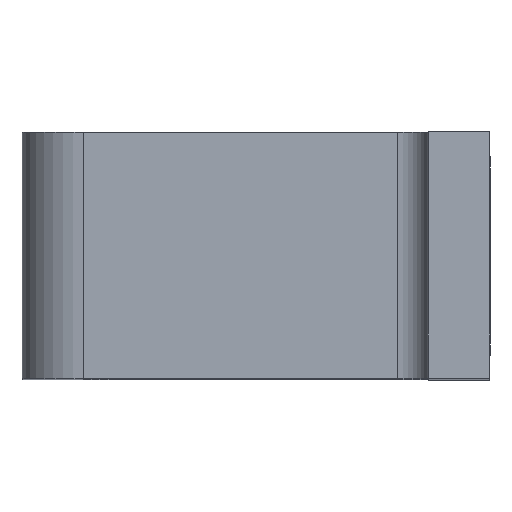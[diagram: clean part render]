
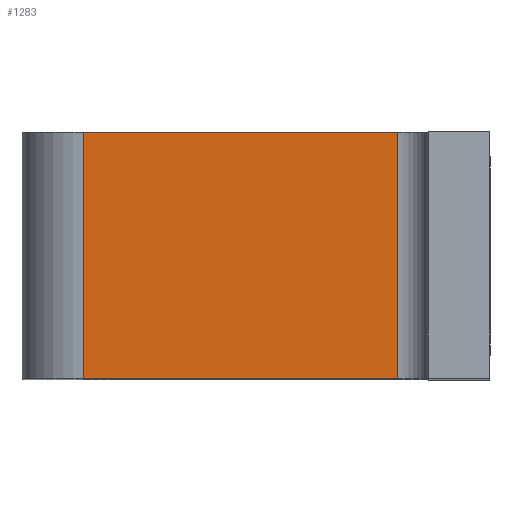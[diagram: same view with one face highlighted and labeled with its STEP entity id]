
A CAD part, top view. The second image highlights one B-rep face of the part: STEP entity #1283.
In plain terms, the highlighted planar face has unit normal (0, 0, 1).
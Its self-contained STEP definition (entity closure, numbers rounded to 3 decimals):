
#12 = DIRECTION ( 'NONE',  ( 1., 0., 0. ) ) ;
#146 = VECTOR ( 'NONE', #713, 1000. ) ;
#157 = VERTEX_POINT ( 'NONE', #1063 ) ;
#158 = CARTESIAN_POINT ( 'NONE',  ( -66., 20., 41.5 ) ) ;
#176 = VERTEX_POINT ( 'NONE', #2019 ) ;
#474 = FACE_OUTER_BOUND ( 'NONE', #1083, .T. ) ;
#541 = LINE ( 'NONE', #1149, #146 ) ;
#548 = DIRECTION ( 'NONE',  ( 0., 1., 0. ) ) ;
#612 = LINE ( 'NONE', #829, #1706 ) ;
#675 = VERTEX_POINT ( 'NONE', #885 ) ;
#713 = DIRECTION ( 'NONE',  ( 0., -1., 0. ) ) ;
#807 = CARTESIAN_POINT ( 'NONE',  ( -66., 20., 41.5 ) ) ;
#829 = CARTESIAN_POINT ( 'NONE',  ( -5., 20., 41.5 ) ) ;
#842 = VECTOR ( 'NONE', #1493, 1000. ) ;
#885 = CARTESIAN_POINT ( 'NONE',  ( -5., 20., 41.5 ) ) ;
#918 = LINE ( 'NONE', #1814, #842 ) ;
#1063 = CARTESIAN_POINT ( 'NONE',  ( -56., 20., 41.5 ) ) ;
#1083 = EDGE_LOOP ( 'NONE', ( #1422, #1519, #1431, #1159 ) ) ;
#1094 = PLANE ( 'NONE',  #1227 ) ;
#1144 = VECTOR ( 'NONE', #12, 1000. ) ;
#1149 = CARTESIAN_POINT ( 'NONE',  ( -56., 20., 41.5 ) ) ;
#1159 = ORIENTED_EDGE ( 'NONE', *, *, #1853, .T. ) ;
#1227 = AXIS2_PLACEMENT_3D ( 'NONE', #158, #1248, #1858 ) ;
#1248 = DIRECTION ( 'NONE',  ( 0., 0., -1. ) ) ;
#1283 = ADVANCED_FACE ( 'NONE', ( #474 ), #1094, .F. ) ;
#1351 = EDGE_CURVE ( 'NONE', #157, #675, #1559, .T. ) ;
#1422 = ORIENTED_EDGE ( 'NONE', *, *, #1351, .F. ) ;
#1431 = ORIENTED_EDGE ( 'NONE', *, *, #1962, .T. ) ;
#1493 = DIRECTION ( 'NONE',  ( 1., 0., 0. ) ) ;
#1499 = EDGE_CURVE ( 'NONE', #157, #176, #541, .T. ) ;
#1519 = ORIENTED_EDGE ( 'NONE', *, *, #1499, .T. ) ;
#1559 = LINE ( 'NONE', #807, #1144 ) ;
#1669 = CARTESIAN_POINT ( 'NONE',  ( -5., -20., 41.5 ) ) ;
#1675 = VERTEX_POINT ( 'NONE', #1669 ) ;
#1706 = VECTOR ( 'NONE', #548, 1000. ) ;
#1814 = CARTESIAN_POINT ( 'NONE',  ( -66., -20., 41.5 ) ) ;
#1853 = EDGE_CURVE ( 'NONE', #1675, #675, #612, .T. ) ;
#1858 = DIRECTION ( 'NONE',  ( -1., 0., 0. ) ) ;
#1962 = EDGE_CURVE ( 'NONE', #176, #1675, #918, .T. ) ;
#2019 = CARTESIAN_POINT ( 'NONE',  ( -56., -20., 41.5 ) ) ;
